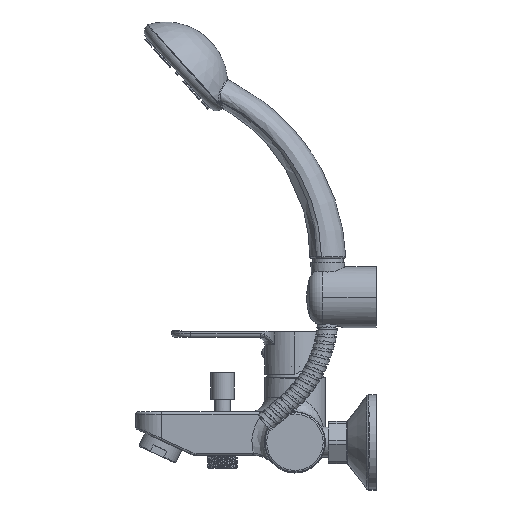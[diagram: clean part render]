
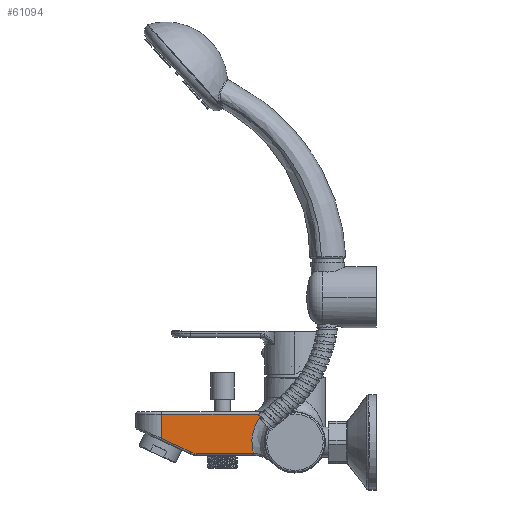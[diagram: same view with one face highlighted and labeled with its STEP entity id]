
A CAD part, top view. The second image highlights one B-rep face of the part: STEP entity #61094.
In plain terms, the highlighted planar face has unit normal (-0.027, 0, 1).
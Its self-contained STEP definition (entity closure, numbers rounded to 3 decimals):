
#9001=DIRECTION('',(-1.,0.,-0.027));
#9002=VECTOR('',#9001,39.141);
#9003=CARTESIAN_POINT('',(-29.024,-7.5,
20.211));
#9004=LINE('',#9003,#9002);
#9015=CARTESIAN_POINT('',(-28.802,-7.501,
20.217));
#9041=CARTESIAN_POINT('',(-22.445,19.626,20.39));
#18583=DIRECTION('',(1.,0.,0.027));
#18584=VECTOR('',#18583,67.363);
#18585=CARTESIAN_POINT('',(-92.004,19.5,18.493));
#18586=LINE('',#18585,#18584);
#18587=CARTESIAN_POINT('',(-28.802,-7.501,
20.217));
#18588=CARTESIAN_POINT('',(-28.886,-7.175,
20.214));
#18589=CARTESIAN_POINT('',(-29.044,-6.518,
20.21));
#18590=CARTESIAN_POINT('',(-29.251,-5.511,
20.204));
#18591=CARTESIAN_POINT('',(-29.424,-4.491,
20.2));
#18592=CARTESIAN_POINT('',(-29.562,-3.461,
20.196));
#18593=CARTESIAN_POINT('',(-29.663,-2.427,
20.193));
#18594=CARTESIAN_POINT('',(-29.729,-1.392,
20.191));
#18595=CARTESIAN_POINT('',(-29.759,-0.355,
20.19));
#18596=CARTESIAN_POINT('',(-29.753,0.683,
20.191));
#18597=CARTESIAN_POINT('',(-29.711,1.72,
20.192));
#18598=CARTESIAN_POINT('',(-29.634,2.754,
20.194));
#18599=CARTESIAN_POINT('',(-29.521,3.784,
20.197));
#18600=CARTESIAN_POINT('',(-29.373,4.809,
20.201));
#18601=CARTESIAN_POINT('',(-29.19,5.827,
20.206));
#18602=CARTESIAN_POINT('',(-28.971,6.838,
20.212));
#18603=CARTESIAN_POINT('',(-28.718,7.841,
20.219));
#18604=CARTESIAN_POINT('',(-28.43,8.837,
20.227));
#18605=CARTESIAN_POINT('',(-28.107,9.824,
20.236));
#18606=CARTESIAN_POINT('',(-27.749,10.8,
20.245));
#18607=CARTESIAN_POINT('',(-27.359,11.762,
20.256));
#18608=CARTESIAN_POINT('',(-26.937,12.709,
20.267));
#18609=CARTESIAN_POINT('',(-26.483,13.638,
20.28));
#18610=CARTESIAN_POINT('',(-25.998,14.55,
20.293));
#18611=CARTESIAN_POINT('',(-25.481,15.445,
20.307));
#18612=CARTESIAN_POINT('',(-24.932,16.326,
20.322));
#18613=CARTESIAN_POINT('',(-24.351,17.188,
20.338));
#18614=CARTESIAN_POINT('',(-23.741,18.029,
20.355));
#18615=CARTESIAN_POINT('',(-23.105,18.844,
20.372));
#18616=CARTESIAN_POINT('',(-22.667,19.368,
20.384));
#18617=CARTESIAN_POINT('',(-22.445,19.626,
20.39));
#18619=CARTESIAN_POINT('',(-29.024,-7.5,
20.211));
#18620=CARTESIAN_POINT('',(-28.95,-7.5,
20.213));
#18621=CARTESIAN_POINT('',(-28.876,-7.5,
20.215));
#18622=CARTESIAN_POINT('',(-28.802,-7.501,
20.217));
#18624=CARTESIAN_POINT('',(-71.743,-6.704,
19.046));
#18625=CARTESIAN_POINT('',(-71.632,-6.755,
19.049));
#18626=CARTESIAN_POINT('',(-71.408,-6.854,
19.055));
#18627=CARTESIAN_POINT('',(-71.063,-6.989,
19.064));
#18628=CARTESIAN_POINT('',(-70.711,-7.108,
19.074));
#18629=CARTESIAN_POINT('',(-70.353,-7.212,
19.084));
#18630=CARTESIAN_POINT('',(-69.991,-7.301,
19.093));
#18631=CARTESIAN_POINT('',(-69.625,-7.374,
19.103));
#18632=CARTESIAN_POINT('',(-69.257,-7.431,
19.113));
#18633=CARTESIAN_POINT('',(-68.887,-7.471,
19.123));
#18634=CARTESIAN_POINT('',(-68.518,-7.495,
19.134));
#18635=CARTESIAN_POINT('',(-68.273,-7.5,
19.14));
#18636=CARTESIAN_POINT('',(-68.151,-7.5,19.144));
#18638=DIRECTION('',(0.906,-0.422,0.025));
#18639=VECTOR('',#18638,22.363);
#18640=CARTESIAN_POINT('',(-92.004,2.744,
18.493));
#18641=LINE('',#18640,#18639);
#18642=CARTESIAN_POINT('',(-22.445,19.626,
20.39));
#18643=CARTESIAN_POINT('',(-22.694,19.598,
20.383));
#18644=CARTESIAN_POINT('',(-23.192,19.552,
20.37));
#18645=CARTESIAN_POINT('',(-23.94,19.509,
20.349));
#18646=CARTESIAN_POINT('',(-24.426,19.5,
20.336));
#18647=CARTESIAN_POINT('',(-24.667,19.5,20.329));
#18756=DIRECTION('',(0.,1.,0.));
#18757=VECTOR('',#18756,16.756);
#18758=CARTESIAN_POINT('',(-92.004,2.744,
18.493));
#18759=LINE('',#18758,#18757);
#35881=VERTEX_POINT('',#9015);
#35883=VERTEX_POINT('',#18619);
#35886=CARTESIAN_POINT('',(-68.151,-7.5,19.144));
#35887=VERTEX_POINT('',#35886);
#35890=VERTEX_POINT('',#18624);
#35910=CARTESIAN_POINT('',(-92.004,19.5,18.493));
#35912=VERTEX_POINT('',#35910);
#36038=CARTESIAN_POINT('',(-92.004,2.744,
18.493));
#36039=VERTEX_POINT('',#36038);
#36176=VERTEX_POINT('',#9041);
#36177=VERTEX_POINT('',#18647);
#61077=CARTESIAN_POINT('',(-1.067,21.,20.973));
#61078=DIRECTION('',(-0.027,0.,1.));
#61079=DIRECTION('',(-1.,0.,-0.027));
#61080=AXIS2_PLACEMENT_3D('',#61077,#61078,#61079);
#61081=PLANE('',#61080);
#61082=ORIENTED_EDGE('',*,*,#49256,.F.);
#61083=ORIENTED_EDGE('',*,*,#49110,.F.);
#61084=ORIENTED_EDGE('',*,*,#49069,.T.);
#61085=ORIENTED_EDGE('',*,*,#49044,.F.);
#61087=ORIENTED_EDGE('',*,*,#61086,.F.);
#61089=ORIENTED_EDGE('',*,*,#61088,.T.);
#61090=ORIENTED_EDGE('',*,*,#61057,.T.);
#61091=ORIENTED_EDGE('',*,*,#61038,.F.);
#61092=EDGE_LOOP('',(#61082,#61083,#61084,#61085,#61087,#61089,#61090,#61091));
#61093=FACE_OUTER_BOUND('',#61092,.F.);
#61094=ADVANCED_FACE('',(#61093),#61081,.T.);
#18618=B_SPLINE_CURVE_WITH_KNOTS('',3,(#18587,#18588,#18589,#18590,#18591,
#18592,#18593,#18594,#18595,#18596,#18597,#18598,#18599,#18600,#18601,#18602,
#18603,#18604,#18605,#18606,#18607,#18608,#18609,#18610,#18611,#18612,#18613,
#18614,#18615,#18616,#18617),.UNSPECIFIED.,.F.,.F.,(4,1,1,1,1,1,1,1,1,1,1,1,1,1,
1,1,1,1,1,1,1,1,1,1,1,1,1,1,4),(0.,0.036,0.071,
0.107,0.143,0.179,0.214,0.25,
0.286,0.321,0.357,0.393,
0.429,0.464,0.5,0.536,0.571,
0.607,0.643,0.679,0.714,0.75,
0.786,0.821,0.857,0.893,
0.929,0.964,1.),.UNSPECIFIED.);
#18623=B_SPLINE_CURVE_WITH_KNOTS('',3,(#18619,#18620,#18621,#18622),
.UNSPECIFIED.,.F.,.F.,(4,4),(0.,1.),.UNSPECIFIED.);
#18637=B_SPLINE_CURVE_WITH_KNOTS('',3,(#18624,#18625,#18626,#18627,#18628,
#18629,#18630,#18631,#18632,#18633,#18634,#18635,#18636),.UNSPECIFIED.,.F.,.F.,(
4,1,1,1,1,1,1,1,1,1,4),(0.,0.1,0.2,0.3,0.4,0.5,0.6,0.7,0.8,
0.9,1.),.UNSPECIFIED.);
#18648=B_SPLINE_CURVE_WITH_KNOTS('',3,(#18642,#18643,#18644,#18645,#18646,
#18647),.UNSPECIFIED.,.F.,.F.,(4,1,1,4),(0.,0.333,
0.667,1.),.UNSPECIFIED.);
#49044=EDGE_CURVE('',#35890,#35887,#18637,.T.);
#49069=EDGE_CURVE('',#35883,#35887,#9004,.T.);
#49110=EDGE_CURVE('',#35883,#35881,#18623,.T.);
#49256=EDGE_CURVE('',#35881,#36176,#18618,.T.);
#61038=EDGE_CURVE('',#36176,#36177,#18648,.T.);
#61057=EDGE_CURVE('',#35912,#36177,#18586,.T.);
#61086=EDGE_CURVE('',#36039,#35890,#18641,.T.);
#61088=EDGE_CURVE('',#36039,#35912,#18759,.T.);
